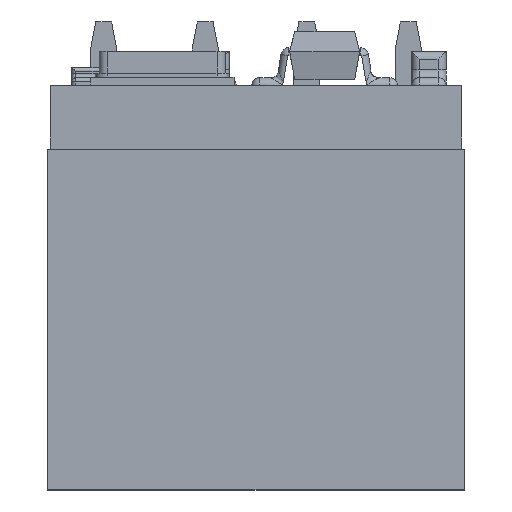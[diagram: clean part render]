
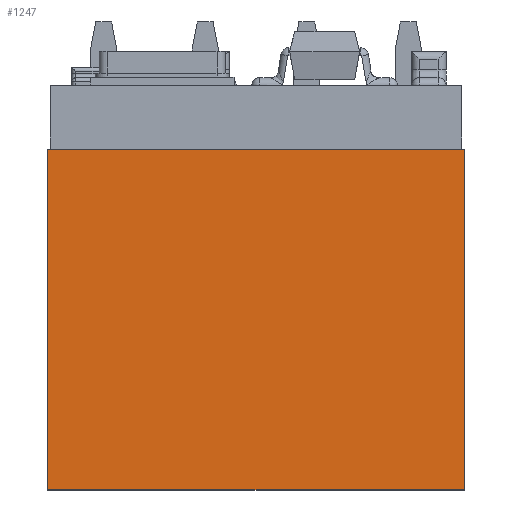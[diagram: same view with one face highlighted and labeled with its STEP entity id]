
A CAD part, top view. The second image highlights one B-rep face of the part: STEP entity #1247.
In plain terms, the highlighted planar face has unit normal (0, 0, 1).
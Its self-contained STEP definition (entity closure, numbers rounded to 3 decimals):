
#812 = CARTESIAN_POINT ( 'NONE',  ( -4.357, -2.649, 8.121 ) ) ;
#1247 = ADVANCED_FACE ( 'NONE', ( #18609 ), #3368, .T. ) ;
#1357 = DIRECTION ( 'NONE',  ( 0., 0., 1. ) ) ;
#2322 = VECTOR ( 'NONE', #13705, 1000. ) ;
#2995 = EDGE_CURVE ( 'NONE', #9033, #24504, #16780, .T. ) ;
#3368 = PLANE ( 'NONE',  #15412 ) ;
#3835 = VECTOR ( 'NONE', #10812, 1000. ) ;
#4835 = VECTOR ( 'NONE', #9701, 1000. ) ;
#6302 = CARTESIAN_POINT ( 'NONE',  ( -4.357, 5.851, 8.121 ) ) ;
#7110 = EDGE_CURVE ( 'NONE', #24504, #9189, #7878, .T. ) ;
#7458 = CARTESIAN_POINT ( 'NONE',  ( -4.357, 5.851, 8.121 ) ) ;
#7878 = LINE ( 'NONE', #812, #2322 ) ;
#7938 = LINE ( 'NONE', #10775, #14083 ) ;
#8174 = ORIENTED_EDGE ( 'NONE', *, *, #2995, .T. ) ;
#8509 = CARTESIAN_POINT ( 'NONE',  ( 6.053, 5.851, 8.121 ) ) ;
#8769 = ORIENTED_EDGE ( 'NONE', *, *, #18925, .F. ) ;
#9033 = VERTEX_POINT ( 'NONE', #6302 ) ;
#9189 = VERTEX_POINT ( 'NONE', #18251 ) ;
#9701 = DIRECTION ( 'NONE',  ( 0., -1., 0. ) ) ;
#9877 = EDGE_LOOP ( 'NONE', ( #8769, #22426, #8174, #24145 ) ) ;
#10054 = VERTEX_POINT ( 'NONE', #8509 ) ;
#10775 = CARTESIAN_POINT ( 'NONE',  ( -4.357, 5.851, 8.121 ) ) ;
#10812 = DIRECTION ( 'NONE',  ( 0., -1., 0. ) ) ;
#13598 = DIRECTION ( 'NONE',  ( -1., 0., 0. ) ) ;
#13705 = DIRECTION ( 'NONE',  ( 1., 0., 0. ) ) ;
#14083 = VECTOR ( 'NONE', #19320, 1000. ) ;
#15412 = AXIS2_PLACEMENT_3D ( 'NONE', #7458, #1357, #13598 ) ;
#16780 = LINE ( 'NONE', #23508, #3835 ) ;
#18251 = CARTESIAN_POINT ( 'NONE',  ( 6.053, -2.649, 8.121 ) ) ;
#18609 = FACE_OUTER_BOUND ( 'NONE', #9877, .T. ) ;
#18925 = EDGE_CURVE ( 'NONE', #10054, #9189, #21721, .T. ) ;
#19320 = DIRECTION ( 'NONE',  ( 1., 0., 0. ) ) ;
#21721 = LINE ( 'NONE', #26194, #4835 ) ;
#22232 = CARTESIAN_POINT ( 'NONE',  ( -4.357, -2.649, 8.121 ) ) ;
#22426 = ORIENTED_EDGE ( 'NONE', *, *, #24335, .F. ) ;
#23508 = CARTESIAN_POINT ( 'NONE',  ( -4.357, 5.851, 8.121 ) ) ;
#24145 = ORIENTED_EDGE ( 'NONE', *, *, #7110, .T. ) ;
#24335 = EDGE_CURVE ( 'NONE', #9033, #10054, #7938, .T. ) ;
#24504 = VERTEX_POINT ( 'NONE', #22232 ) ;
#26194 = CARTESIAN_POINT ( 'NONE',  ( 6.053, 5.851, 8.121 ) ) ;
